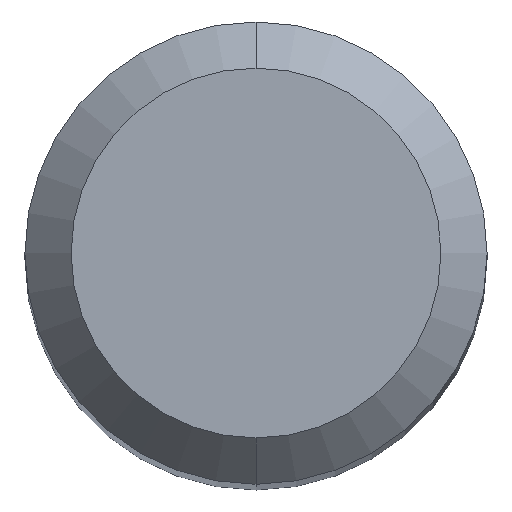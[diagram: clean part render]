
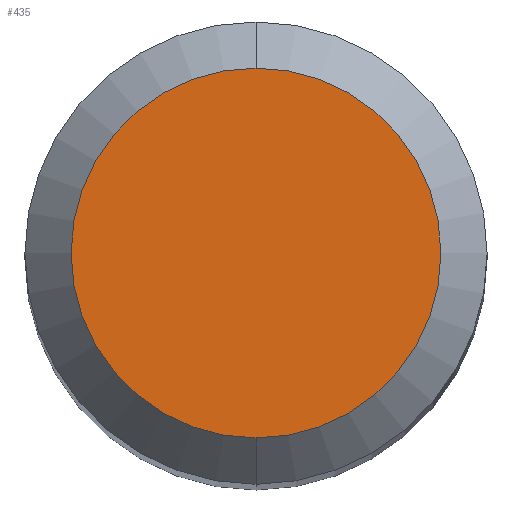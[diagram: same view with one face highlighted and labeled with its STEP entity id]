
A CAD part, top view. The second image highlights one B-rep face of the part: STEP entity #435.
In plain terms, the highlighted planar face has unit normal (0, 0, 1).
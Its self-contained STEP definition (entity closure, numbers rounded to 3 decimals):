
#283=EDGE_CURVE('',#419,#427,#586,.T.);
#361=EDGE_CURVE('',#427,#419,#670,.T.);
#419=VERTEX_POINT('',#737);
#427=VERTEX_POINT('',#745);
#435=ADVANCED_FACE('',(#753),#754,.T.);
#586=CIRCLE('',#951,1.2);
#670=CIRCLE('',#1201,1.2);
#737=CARTESIAN_POINT('',(0.,-1.2,0.0));
#745=CARTESIAN_POINT('',(0.0,1.2,0.0));
#753=FACE_OUTER_BOUND('',#1343,.T.);
#754=PLANE('',#1344);
#951=AXIS2_PLACEMENT_3D('',#1530,#1531,#1532);
#1201=AXIS2_PLACEMENT_3D('',#1609,#1610,#1611);
#1343=EDGE_LOOP('',(#1709,#1710));
#1344=AXIS2_PLACEMENT_3D('',#1711,#1712,#1713);
#1530=CARTESIAN_POINT('',(0.0,0.0,0.0));
#1531=DIRECTION('',(0.0,0.0,-1.0));
#1532=DIRECTION('',(0.0,1.0,0.0));
#1609=CARTESIAN_POINT('',(0.0,0.0,0.0));
#1610=DIRECTION('',(0.0,0.0,-1.0));
#1611=DIRECTION('',(0.0,1.0,0.0));
#1709=ORIENTED_EDGE('',*,*,#361,.F.);
#1710=ORIENTED_EDGE('',*,*,#283,.F.);
#1711=CARTESIAN_POINT('',(0.0,0.6,0.0));
#1712=DIRECTION('',(-0.0,0.0,1.0));
#1713=DIRECTION('',(0.0,-1.0,0.0));
